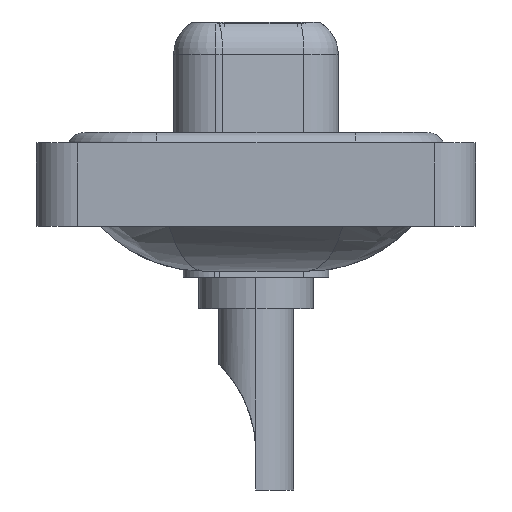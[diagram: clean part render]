
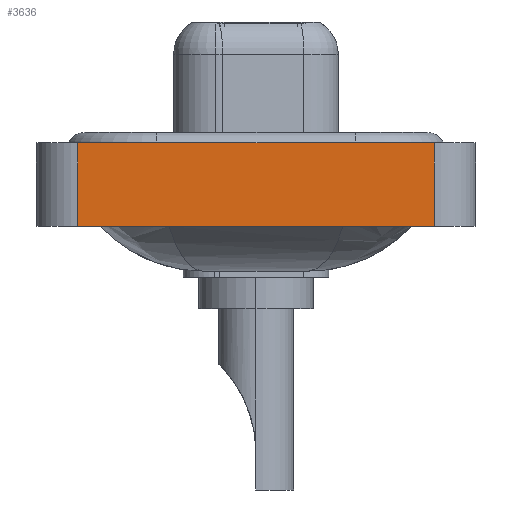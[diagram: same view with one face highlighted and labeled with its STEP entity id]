
A CAD part, left-side view. The second image highlights one B-rep face of the part: STEP entity #3636.
In plain terms, the highlighted planar face has unit normal (-1, 0, 0).
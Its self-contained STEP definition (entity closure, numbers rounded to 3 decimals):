
#385 = PLANE ( 'NONE',  #13651 ) ;
#590 = DIRECTION ( 'NONE',  ( 0., 0., 1. ) ) ;
#1014 = VERTEX_POINT ( 'NONE', #10949 ) ;
#1124 = EDGE_CURVE ( 'NONE', #8093, #16353, #6959, .T. ) ;
#1278 = ORIENTED_EDGE ( 'NONE', *, *, #5966, .T. ) ;
#1542 = DIRECTION ( 'NONE',  ( 0., -1., 0. ) ) ;
#1626 = CARTESIAN_POINT ( 'NONE',  ( -7.35, -8.55, 0.4 ) ) ;
#2330 = ORIENTED_EDGE ( 'NONE', *, *, #1124, .F. ) ;
#2495 = DIRECTION ( 'NONE',  ( 0., -1., 0. ) ) ;
#2539 = DIRECTION ( 'NONE',  ( 0., 0., 1. ) ) ;
#2979 = CARTESIAN_POINT ( 'NONE',  ( -7.35, 8.55, -3.6 ) ) ;
#3495 = VECTOR ( 'NONE', #2495, 1000. ) ;
#3636 = ADVANCED_FACE ( 'NONE', ( #8011 ), #385, .T. ) ;
#4147 = LINE ( 'NONE', #1626, #7756 ) ;
#5173 = ORIENTED_EDGE ( 'NONE', *, *, #10467, .T. ) ;
#5966 = EDGE_CURVE ( 'NONE', #1014, #8575, #11301, .T. ) ;
#6959 = LINE ( 'NONE', #12048, #7757 ) ;
#7469 = CARTESIAN_POINT ( 'NONE',  ( -7.35, -8.55, -3.6 ) ) ;
#7756 = VECTOR ( 'NONE', #1542, 1000. ) ;
#7757 = VECTOR ( 'NONE', #590, 1000. ) ;
#8011 = FACE_OUTER_BOUND ( 'NONE', #15621, .T. ) ;
#8093 = VERTEX_POINT ( 'NONE', #2979 ) ;
#8575 = VERTEX_POINT ( 'NONE', #14328 ) ;
#8772 = LINE ( 'NONE', #16299, #3495 ) ;
#9670 = EDGE_CURVE ( 'NONE', #16353, #8575, #4147, .T. ) ;
#10467 = EDGE_CURVE ( 'NONE', #8093, #1014, #8772, .T. ) ;
#10756 = DIRECTION ( 'NONE',  ( -1., 0., 0. ) ) ;
#10949 = CARTESIAN_POINT ( 'NONE',  ( -7.35, -8.55, -3.6 ) ) ;
#11301 = LINE ( 'NONE', #7469, #15324 ) ;
#12048 = CARTESIAN_POINT ( 'NONE',  ( -7.35, 8.55, -3.6 ) ) ;
#12442 = CARTESIAN_POINT ( 'NONE',  ( -7.35, 8.55, 0.4 ) ) ;
#13651 = AXIS2_PLACEMENT_3D ( 'NONE', #14280, #10756, #15537 ) ;
#14280 = CARTESIAN_POINT ( 'NONE',  ( -7.35, -8.55, -3.6 ) ) ;
#14328 = CARTESIAN_POINT ( 'NONE',  ( -7.35, -8.55, 0.4 ) ) ;
#14595 = ORIENTED_EDGE ( 'NONE', *, *, #9670, .F. ) ;
#15324 = VECTOR ( 'NONE', #2539, 1000. ) ;
#15537 = DIRECTION ( 'NONE',  ( 0., 0., 1. ) ) ;
#15621 = EDGE_LOOP ( 'NONE', ( #1278, #14595, #2330, #5173 ) ) ;
#16299 = CARTESIAN_POINT ( 'NONE',  ( -7.35, -8.55, -3.6 ) ) ;
#16353 = VERTEX_POINT ( 'NONE', #12442 ) ;
